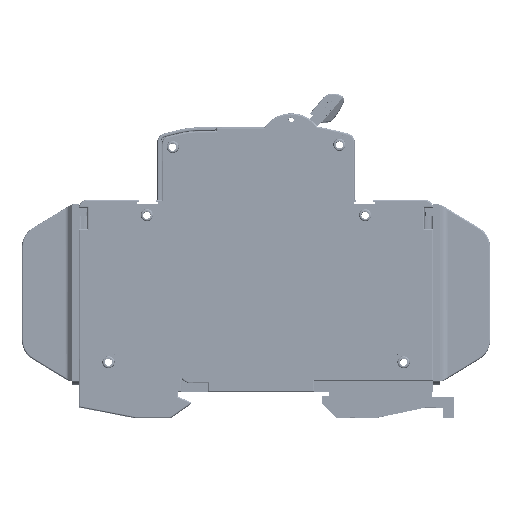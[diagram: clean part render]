
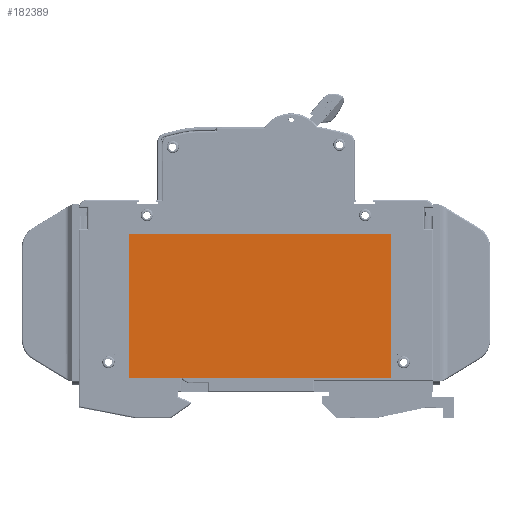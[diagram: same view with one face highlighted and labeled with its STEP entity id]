
A CAD part, top view. The second image highlights one B-rep face of the part: STEP entity #182389.
In plain terms, the highlighted planar face has unit normal (0, 0, 1).
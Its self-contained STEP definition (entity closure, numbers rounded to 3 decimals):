
#13865=FACE_OUTER_BOUND('',#23973,.T.);
#23973=EDGE_LOOP('',(#148487,#148488,#148489,#148490));
#45510=LINE('',#367551,#63752);
#45513=LINE('',#367557,#63755);
#45516=LINE('',#367563,#63758);
#45521=LINE('',#367569,#63763);
#63752=VECTOR('',#237808,10.);
#63755=VECTOR('',#237813,10.);
#63758=VECTOR('',#237818,10.);
#63763=VECTOR('',#237825,10.);
#80199=VERTEX_POINT('',#367548);
#80200=VERTEX_POINT('',#367550);
#80202=VERTEX_POINT('',#367556);
#80204=VERTEX_POINT('',#367562);
#103424=EDGE_CURVE('',#80200,#80199,#45510,.T.);
#103427=EDGE_CURVE('',#80202,#80200,#45513,.T.);
#103430=EDGE_CURVE('',#80204,#80202,#45516,.T.);
#103435=EDGE_CURVE('',#80199,#80204,#45521,.T.);
#148487=ORIENTED_EDGE('',*,*,#103435,.T.);
#148488=ORIENTED_EDGE('',*,*,#103430,.T.);
#148489=ORIENTED_EDGE('',*,*,#103427,.T.);
#148490=ORIENTED_EDGE('',*,*,#103424,.T.);
#163747=PLANE('',#196461);
#182389=ADVANCED_FACE('',(#13865),#163747,.T.);
#196461=AXIS2_PLACEMENT_3D('',#367570,#237826,#237827);
#237808=DIRECTION('',(0.,-1.,0.));
#237813=DIRECTION('',(-1.,0.,0.));
#237818=DIRECTION('',(0.,1.,0.));
#237825=DIRECTION('',(1.,0.,0.));
#237826=DIRECTION('center_axis',(0.,0.,1.));
#237827=DIRECTION('ref_axis',(1.,0.,0.));
#367548=CARTESIAN_POINT('',(-29.05,-15.75,39.301));
#367550=CARTESIAN_POINT('',(-29.05,17.25,39.301));
#367551=CARTESIAN_POINT('',(-29.05,17.25,39.301));
#367556=CARTESIAN_POINT('',(30.95,17.25,39.301));
#367557=CARTESIAN_POINT('',(30.95,17.25,39.301));
#367562=CARTESIAN_POINT('',(30.95,-15.75,39.301));
#367563=CARTESIAN_POINT('',(30.95,-15.75,39.301));
#367569=CARTESIAN_POINT('',(-29.05,-15.75,39.301));
#367570=CARTESIAN_POINT('Origin',(0.95,0.75,39.301));
